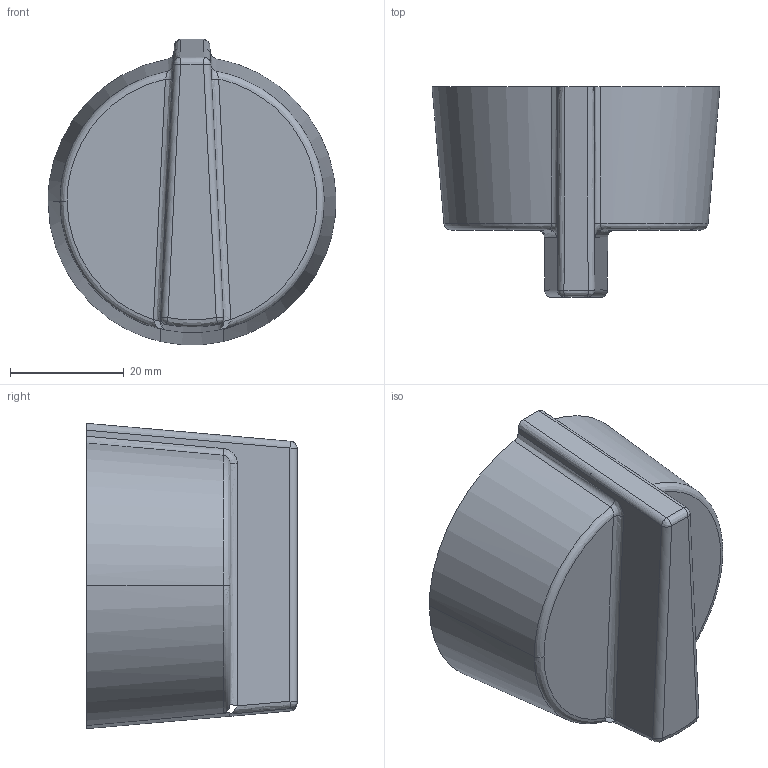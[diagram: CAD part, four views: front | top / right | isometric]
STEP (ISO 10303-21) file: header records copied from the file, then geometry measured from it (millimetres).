
FILE_DESCRIPTION(/* description */ (''),/* implementation_level */ '2;1');
FILE_NAME(/* name */ 'peep knob',/* time_stamp */ '2020-05-14T15:29:32-04:00',/* author */ (''),/* organization */ (''),/* preprocessor_version */ 'ST-DEVELOPER v15',/* originating_system */ '',/* authorisation */ '');
FILE_SCHEMA (('AUTOMOTIVE_DESIGN'));
Length unit declared in the file: inch
Products named in the file (1): Document
Bounding box: 50.58 x 36.94 x 53.64 mm (x, y, z)
Surface area: 8810.8 mm2 (no closed solid volume)
Topology: 0 solids, 1 shells, 33 faces, 76 edges, 43 vertices
Faces by surface type: bspline 29, plane 4
Entity records: 1311 total; most frequent: CARTESIAN_POINT 884, ORIENTED_EDGE 142, EDGE_CURVE 76, VERTEX_POINT 43, ADVANCED_FACE 33, FACE_OUTER_BOUND 33, EDGE_LOOP 33, B_SPLINE_CURVE_WITH_KNOTS 26
